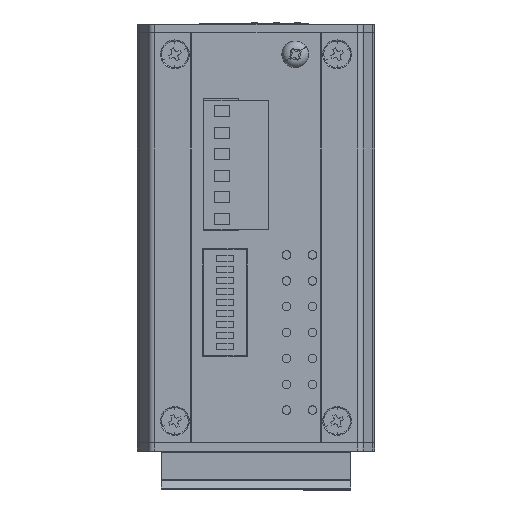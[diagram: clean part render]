
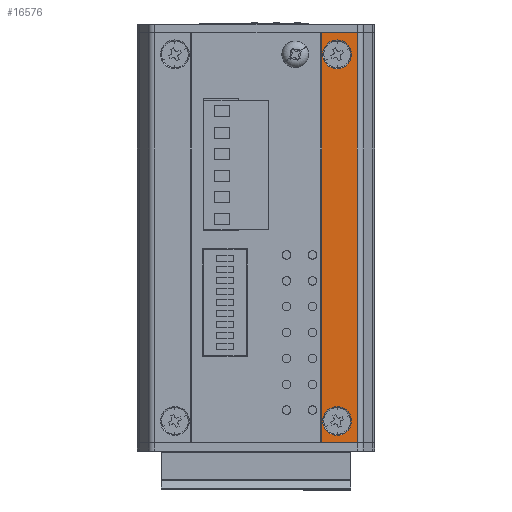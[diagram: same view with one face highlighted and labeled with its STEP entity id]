
A CAD part, front view. The second image highlights one B-rep face of the part: STEP entity #16576.
In plain terms, the highlighted planar face has unit normal (0, -1, 0).
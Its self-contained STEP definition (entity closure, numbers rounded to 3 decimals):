
#1472 = CARTESIAN_POINT ( 'NONE',  ( 15.3, 0., -95. ) ) ;
#1473 = DIRECTION ( 'NONE',  ( 0., 0., 1. ) ) ;
#1474 = VECTOR ( 'NONE', #1473, 1000. ) ;
#1475 = CARTESIAN_POINT ( 'NONE',  ( 15.3, 0., -95. ) ) ;
#1476 = LINE ( 'NONE', #1475, #1474 ) ;
#1477 = CARTESIAN_POINT ( 'NONE',  ( 15.3, 0., 0. ) ) ;
#1478 = DIRECTION ( 'NONE',  ( 1., 0., 0. ) ) ;
#1479 = VECTOR ( 'NONE', #1478, 1000. ) ;
#1480 = CARTESIAN_POINT ( 'NONE',  ( 23.519, 0., 0. ) ) ;
#1481 = LINE ( 'NONE', #1480, #1479 ) ;
#1482 = DIRECTION ( 'NONE',  ( 0., 0., -1. ) ) ;
#1483 = DIRECTION ( 'NONE',  ( 0., 1., 0. ) ) ;
#1484 = CARTESIAN_POINT ( 'NONE',  ( 18.8, 0., -90. ) ) ;
#1485 = AXIS2_PLACEMENT_3D ( 'NONE', #1484, #1483, #1482 ) ;
#1486 = CIRCLE ( 'NONE', #1485, 3.332 ) ;
#1503 = DIRECTION ( 'NONE',  ( 0., 0., -1. ) ) ;
#1504 = DIRECTION ( 'NONE',  ( 0., -1., 0. ) ) ;
#1505 = CARTESIAN_POINT ( 'NONE',  ( 23.519, 0., -95. ) ) ;
#1506 = AXIS2_PLACEMENT_3D ( 'NONE', #1505, #1504, #1503 ) ;
#1508 = PLANE ( 'NONE',  #1506 ) ;
#1509 = FACE_OUTER_BOUND ( 'NONE', #16557, .T. ) ;
#1510 = FACE_BOUND ( 'NONE', #16633, .T. ) ;
#1516 = FACE_BOUND ( 'NONE', #16577, .T. ) ;
#1517 = CARTESIAN_POINT ( 'NONE',  ( 23.519, 0., -95. ) ) ;
#1518 = DIRECTION ( 'NONE',  ( 0., 0., 1. ) ) ;
#1519 = VECTOR ( 'NONE', #1518, 1000. ) ;
#1520 = CARTESIAN_POINT ( 'NONE',  ( 23.519, 0., -95. ) ) ;
#1521 = LINE ( 'NONE', #1520, #1519 ) ;
#1522 = CARTESIAN_POINT ( 'NONE',  ( 23.519, 0., 0. ) ) ;
#1621 = DIRECTION ( 'NONE',  ( 1., 0., 0. ) ) ;
#1622 = VECTOR ( 'NONE', #1621, 1000. ) ;
#1623 = CARTESIAN_POINT ( 'NONE',  ( 23.519, 0., -95. ) ) ;
#1624 = LINE ( 'NONE', #1623, #1622 ) ;
#1654 = DIRECTION ( 'NONE',  ( 0., 0., -1. ) ) ;
#1655 = DIRECTION ( 'NONE',  ( 0., 1., 0. ) ) ;
#1656 = AXIS2_PLACEMENT_3D ( 'NONE', #1663, #1655, #1654 ) ;
#1657 = CIRCLE ( 'NONE', #1656, 3.332 ) ;
#1663 = CARTESIAN_POINT ( 'NONE',  ( 18.8, 0., -5. ) ) ;
#16556 = EDGE_CURVE ( 'NONE', #25586, #25589, #1486, .T. ) ;
#16557 = EDGE_LOOP ( 'NONE', ( #16558, #16561, #16564, #16617 ) ) ;
#16558 = ORIENTED_EDGE ( 'NONE', *, *, #16559, .F. ) ;
#16559 = EDGE_CURVE ( 'NONE', #16560, #16569, #1481, .T. ) ;
#16560 = VERTEX_POINT ( 'NONE', #1477 ) ;
#16561 = ORIENTED_EDGE ( 'NONE', *, *, #16562, .F. ) ;
#16562 = EDGE_CURVE ( 'NONE', #16563, #16560, #1476, .T. ) ;
#16563 = VERTEX_POINT ( 'NONE', #1472 ) ;
#16564 = ORIENTED_EDGE ( 'NONE', *, *, #16616, .T. ) ;
#16569 = VERTEX_POINT ( 'NONE', #1522 ) ;
#16571 = EDGE_CURVE ( 'NONE', #16572, #16569, #1521, .T. ) ;
#16572 = VERTEX_POINT ( 'NONE', #1517 ) ;
#16576 = ADVANCED_FACE ( 'NONE', ( #1516, #1510, #1509 ), #1508, .T. ) ;
#16577 = EDGE_LOOP ( 'NONE', ( #16630, #16631 ) ) ;
#16616 = EDGE_CURVE ( 'NONE', #16563, #16572, #1624, .T. ) ;
#16617 = ORIENTED_EDGE ( 'NONE', *, *, #16571, .T. ) ;
#16630 = ORIENTED_EDGE ( 'NONE', *, *, #25551, .T. ) ;
#16631 = ORIENTED_EDGE ( 'NONE', *, *, #16632, .T. ) ;
#16632 = EDGE_CURVE ( 'NONE', #25632, #25552, #1657, .T. ) ;
#16633 = EDGE_LOOP ( 'NONE', ( #16634, #16635 ) ) ;
#16634 = ORIENTED_EDGE ( 'NONE', *, *, #25588, .T. ) ;
#16635 = ORIENTED_EDGE ( 'NONE', *, *, #16556, .T. ) ;
#25551 = EDGE_CURVE ( 'NONE', #25552, #25632, #28150, .T. ) ;
#25552 = VERTEX_POINT ( 'NONE', #28140 ) ;
#25586 = VERTEX_POINT ( 'NONE', #28195 ) ;
#25588 = EDGE_CURVE ( 'NONE', #25589, #25586, #28194, .T. ) ;
#25589 = VERTEX_POINT ( 'NONE', #28189 ) ;
#25632 = VERTEX_POINT ( 'NONE', #28286 ) ;
#28140 = CARTESIAN_POINT ( 'NONE',  ( 18.8, 0., -8.332 ) ) ;
#28141 = DIRECTION ( 'NONE',  ( 0., 0., -1. ) ) ;
#28142 = DIRECTION ( 'NONE',  ( 0., 1., 0. ) ) ;
#28143 = CARTESIAN_POINT ( 'NONE',  ( 18.8, 0., -5. ) ) ;
#28144 = AXIS2_PLACEMENT_3D ( 'NONE', #28143, #28142, #28141 ) ;
#28150 = CIRCLE ( 'NONE', #28144, 3.332 ) ;
#28189 = CARTESIAN_POINT ( 'NONE',  ( 18.8, 0., -93.332 ) ) ;
#28190 = DIRECTION ( 'NONE',  ( 0., 0., -1. ) ) ;
#28191 = DIRECTION ( 'NONE',  ( 0., 1., 0. ) ) ;
#28192 = CARTESIAN_POINT ( 'NONE',  ( 18.8, 0., -90. ) ) ;
#28193 = AXIS2_PLACEMENT_3D ( 'NONE', #28192, #28191, #28190 ) ;
#28194 = CIRCLE ( 'NONE', #28193, 3.332 ) ;
#28195 = CARTESIAN_POINT ( 'NONE',  ( 18.8, 0., -86.668 ) ) ;
#28286 = CARTESIAN_POINT ( 'NONE',  ( 18.8, 0., -1.668 ) ) ;
